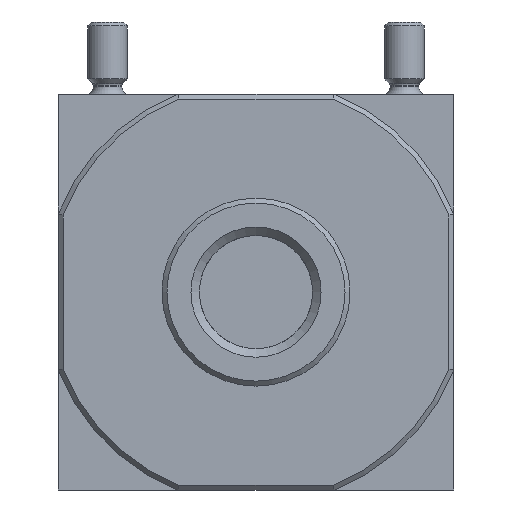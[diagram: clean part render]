
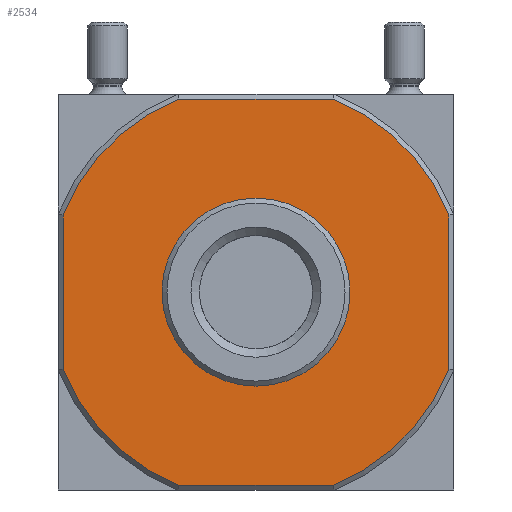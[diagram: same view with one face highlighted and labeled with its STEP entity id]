
A CAD part, front view. The second image highlights one B-rep face of the part: STEP entity #2534.
In plain terms, the highlighted planar face has unit normal (0, -1, 0).
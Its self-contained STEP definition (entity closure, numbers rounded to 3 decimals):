
#175=LINE('',#3712,#275);
#177=LINE('',#3729,#277);
#178=LINE('',#3735,#278);
#179=LINE('',#3739,#279);
#275=VECTOR('',#2995,1000.);
#277=VECTOR('',#3001,1000.);
#278=VECTOR('',#3006,1000.);
#279=VECTOR('',#3009,1000.);
#412=ORIENTED_EDGE('',*,*,#907,.F.);
#413=ORIENTED_EDGE('',*,*,#908,.T.);
#414=ORIENTED_EDGE('',*,*,#909,.F.);
#415=ORIENTED_EDGE('',*,*,#903,.T.);
#416=ORIENTED_EDGE('',*,*,#910,.F.);
#417=ORIENTED_EDGE('',*,*,#911,.F.);
#418=ORIENTED_EDGE('',*,*,#912,.F.);
#419=ORIENTED_EDGE('',*,*,#913,.F.);
#420=ORIENTED_EDGE('',*,*,#914,.F.);
#903=EDGE_CURVE('',#1148,#1149,#175,.T.);
#907=EDGE_CURVE('',#1152,#1152,#1316,.F.);
#908=EDGE_CURVE('',#1153,#1154,#177,.T.);
#909=EDGE_CURVE('',#1148,#1154,#1317,.T.);
#910=EDGE_CURVE('',#1155,#1149,#1318,.T.);
#911=EDGE_CURVE('',#1156,#1155,#178,.T.);
#912=EDGE_CURVE('',#1157,#1156,#1319,.T.);
#913=EDGE_CURVE('',#1158,#1157,#179,.T.);
#914=EDGE_CURVE('',#1153,#1158,#1320,.T.);
#1148=VERTEX_POINT('',#3713);
#1149=VERTEX_POINT('',#3714);
#1152=VERTEX_POINT('',#3728);
#1153=VERTEX_POINT('',#3730);
#1154=VERTEX_POINT('',#3731);
#1155=VERTEX_POINT('',#3734);
#1156=VERTEX_POINT('',#3736);
#1157=VERTEX_POINT('',#3738);
#1158=VERTEX_POINT('',#3740);
#1316=CIRCLE('',#2702,9.5);
#1317=CIRCLE('',#2703,21.);
#1318=CIRCLE('',#2704,21.);
#1319=CIRCLE('',#2705,21.);
#1320=CIRCLE('',#2706,21.);
#1428=EDGE_LOOP('',(#412));
#1429=EDGE_LOOP('',(#413,#414,#415,#416,#417,#418,#419,#420));
#1628=FACE_BOUND('',#1428,.T.);
#1629=FACE_BOUND('',#1429,.T.);
#1821=PLANE('',#2701);
#2534=ADVANCED_FACE('',(#1628,#1629),#1821,.F.);
#2701=AXIS2_PLACEMENT_3D('',#3726,#2997,#2998);
#2702=AXIS2_PLACEMENT_3D('',#3727,#2999,#3000);
#2703=AXIS2_PLACEMENT_3D('',#3732,#3002,#3003);
#2704=AXIS2_PLACEMENT_3D('',#3733,#3004,#3005);
#2705=AXIS2_PLACEMENT_3D('',#3737,#3007,#3008);
#2706=AXIS2_PLACEMENT_3D('',#3741,#3010,#3011);
#2995=DIRECTION('',(0.,0.,-1.));
#2997=DIRECTION('',(0.,1.,0.));
#2998=DIRECTION('',(0.,0.,1.));
#2999=DIRECTION('',(0.,1.,0.));
#3000=DIRECTION('',(0.,0.,1.));
#3001=DIRECTION('',(-1.,0.,0.));
#3002=DIRECTION('',(0.,1.,0.));
#3003=DIRECTION('',(-1.,0.,0.));
#3004=DIRECTION('',(0.,1.,0.));
#3005=DIRECTION('',(-1.,0.,0.));
#3006=DIRECTION('',(-1.,0.,0.));
#3007=DIRECTION('',(0.,1.,0.));
#3008=DIRECTION('',(-1.,0.,0.));
#3009=DIRECTION('',(0.,0.,-1.));
#3010=DIRECTION('',(0.,1.,0.));
#3011=DIRECTION('',(-1.,0.,0.));
#3712=CARTESIAN_POINT('',(-19.5,-20.,20.));
#3713=CARTESIAN_POINT('',(-19.5,-20.,7.794));
#3714=CARTESIAN_POINT('',(-19.5,-20.,-7.794));
#3726=CARTESIAN_POINT('',(-19.5,-20.,20.));
#3727=CARTESIAN_POINT('',(0.,-20.,0.));
#3728=CARTESIAN_POINT('',(0.,-20.,9.5));
#3729=CARTESIAN_POINT('',(20.,-20.,19.5));
#3730=CARTESIAN_POINT('',(7.794,-20.,19.5));
#3731=CARTESIAN_POINT('',(-7.794,-20.,19.5));
#3732=CARTESIAN_POINT('',(0.,-20.,0.));
#3733=CARTESIAN_POINT('',(0.,-20.,0.));
#3734=CARTESIAN_POINT('',(-7.794,-20.,-19.5));
#3735=CARTESIAN_POINT('',(20.,-20.,-19.5));
#3736=CARTESIAN_POINT('',(7.794,-20.,-19.5));
#3737=CARTESIAN_POINT('',(0.,-20.,0.));
#3738=CARTESIAN_POINT('',(19.5,-20.,-7.794));
#3739=CARTESIAN_POINT('',(19.5,-20.,20.));
#3740=CARTESIAN_POINT('',(19.5,-20.,7.794));
#3741=CARTESIAN_POINT('',(0.,-20.,0.));
